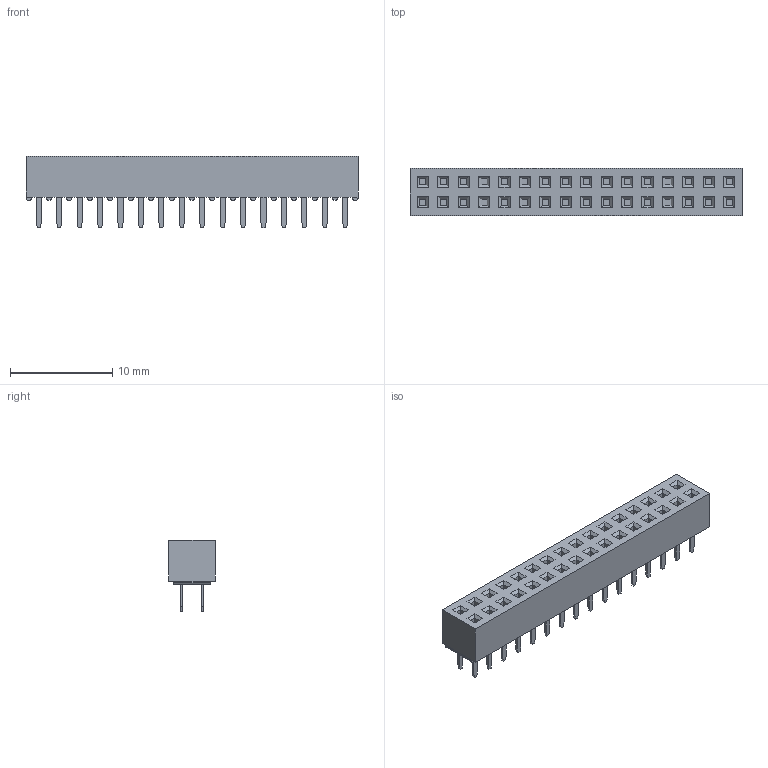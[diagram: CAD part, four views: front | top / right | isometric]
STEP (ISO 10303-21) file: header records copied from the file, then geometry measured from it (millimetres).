
FILE_DESCRIPTION((''),'2;1');
FILE_NAME('3M_950432-6102-AR.stp','2011-07-06T15:06:42',(''),(''),'Mechanical Desktop 2011','Mechanical Desktop 2011',', , ');
FILE_SCHEMA(('AUTOMOTIVE_DESIGN { 1 2 10303 214 1 1 1 1 }'));
Length unit declared in the file: millimetre
Products named in the file (1): Product
Bounding box: 32.5 x 4.6 x 7 mm (x, y, z)
Volume: 572.5 mm3; surface area: 1087.9 mm2
Topology: 50 solids, 50 shells, 686 faces, 1534 edges, 980 vertices
Faces by surface type: plane 486, bspline 166, cylinder 34
Entity records: 18525 total; most frequent: CARTESIAN_POINT 3699, ORIENTED_EDGE 3068, DIRECTION 2644, EDGE_CURVE 1534, VECTOR 1466, LINE 1466, VERTEX_POINT 980, EDGE_LOOP 718
